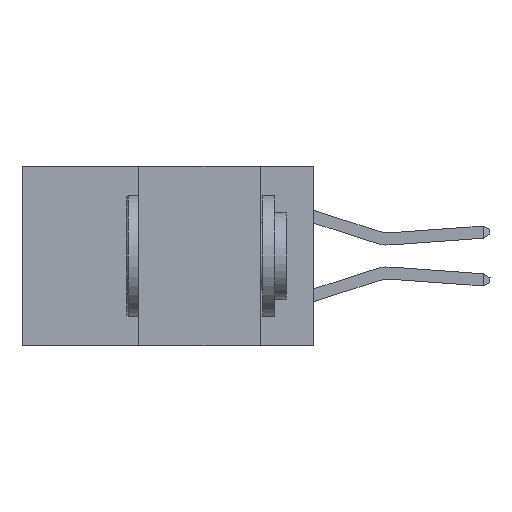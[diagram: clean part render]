
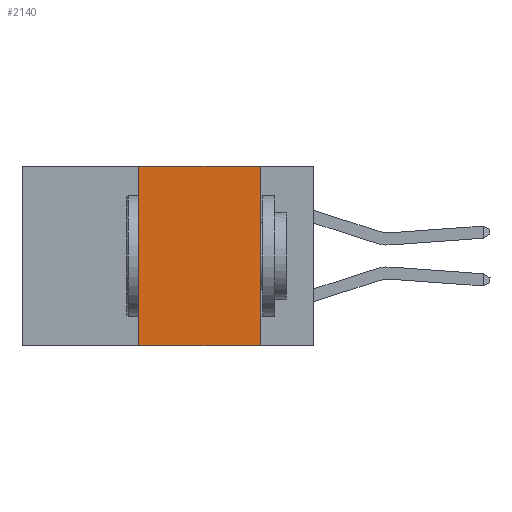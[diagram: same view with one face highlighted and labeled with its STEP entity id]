
A CAD part, left-side view. The second image highlights one B-rep face of the part: STEP entity #2140.
In plain terms, the highlighted planar face has unit normal (-1, 0, 0).
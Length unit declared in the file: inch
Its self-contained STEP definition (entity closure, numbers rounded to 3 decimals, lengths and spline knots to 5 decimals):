
#190 = CARTESIAN_POINT ( 'NONE',  ( 0., 0.11, -0.37 ) ) ;
#451 = EDGE_CURVE ( 'NONE', #9310, #11554, #3624, .T. ) ;
#1232 = CARTESIAN_POINT ( 'NONE',  ( 0., 0.36, 0. ) ) ;
#2140 = ADVANCED_FACE ( 'NONE', ( #14524 ), #12226, .F. ) ;
#2378 = VECTOR ( 'NONE', #11806, 39.37008 ) ;
#3624 = LINE ( 'NONE', #6484, #13541 ) ;
#4348 = ORIENTED_EDGE ( 'NONE', *, *, #451, .F. ) ;
#5010 = EDGE_LOOP ( 'NONE', ( #4348, #5945, #15679, #8191 ) ) ;
#5877 = VERTEX_POINT ( 'NONE', #12937 ) ;
#5945 = ORIENTED_EDGE ( 'NONE', *, *, #15869, .F. ) ;
#6462 = DIRECTION ( 'NONE',  ( 0., 0., -1. ) ) ;
#6484 = CARTESIAN_POINT ( 'NONE',  ( 0., 0.11, 0. ) ) ;
#7929 = CARTESIAN_POINT ( 'NONE',  ( 0., 0.36, 0. ) ) ;
#8191 = ORIENTED_EDGE ( 'NONE', *, *, #14760, .T. ) ;
#9134 = LINE ( 'NONE', #15235, #16796 ) ;
#9310 = VERTEX_POINT ( 'NONE', #11429 ) ;
#11429 = CARTESIAN_POINT ( 'NONE',  ( 0., 0.11, 0. ) ) ;
#11430 = DIRECTION ( 'NONE',  ( 0., -1., 0. ) ) ;
#11554 = VERTEX_POINT ( 'NONE', #190 ) ;
#11605 = VECTOR ( 'NONE', #13127, 39.37008 ) ;
#11806 = DIRECTION ( 'NONE',  ( 0., 0., 1. ) ) ;
#11854 = CARTESIAN_POINT ( 'NONE',  ( 0., 0.6, -0.37 ) ) ;
#12005 = LINE ( 'NONE', #11854, #11605 ) ;
#12048 = DIRECTION ( 'NONE',  ( 0., 0., -1. ) ) ;
#12064 = DIRECTION ( 'NONE',  ( 1., 0., 0. ) ) ;
#12085 = CARTESIAN_POINT ( 'NONE',  ( 0., 0.6, 0. ) ) ;
#12226 = PLANE ( 'NONE',  #16781 ) ;
#12728 = LINE ( 'NONE', #7929, #2378 ) ;
#12937 = CARTESIAN_POINT ( 'NONE',  ( 0., 0.36, -0.37 ) ) ;
#13127 = DIRECTION ( 'NONE',  ( 0., -1., 0. ) ) ;
#13541 = VECTOR ( 'NONE', #6462, 39.37008 ) ;
#14524 = FACE_OUTER_BOUND ( 'NONE', #5010, .T. ) ;
#14674 = VERTEX_POINT ( 'NONE', #1232 ) ;
#14760 = EDGE_CURVE ( 'NONE', #5877, #11554, #12005, .T. ) ;
#15235 = CARTESIAN_POINT ( 'NONE',  ( 0., 0.6, 0. ) ) ;
#15679 = ORIENTED_EDGE ( 'NONE', *, *, #16514, .F. ) ;
#15869 = EDGE_CURVE ( 'NONE', #14674, #9310, #9134, .T. ) ;
#16514 = EDGE_CURVE ( 'NONE', #5877, #14674, #12728, .T. ) ;
#16781 = AXIS2_PLACEMENT_3D ( 'NONE', #12085, #12064, #12048 ) ;
#16796 = VECTOR ( 'NONE', #11430, 39.37008 ) ;
